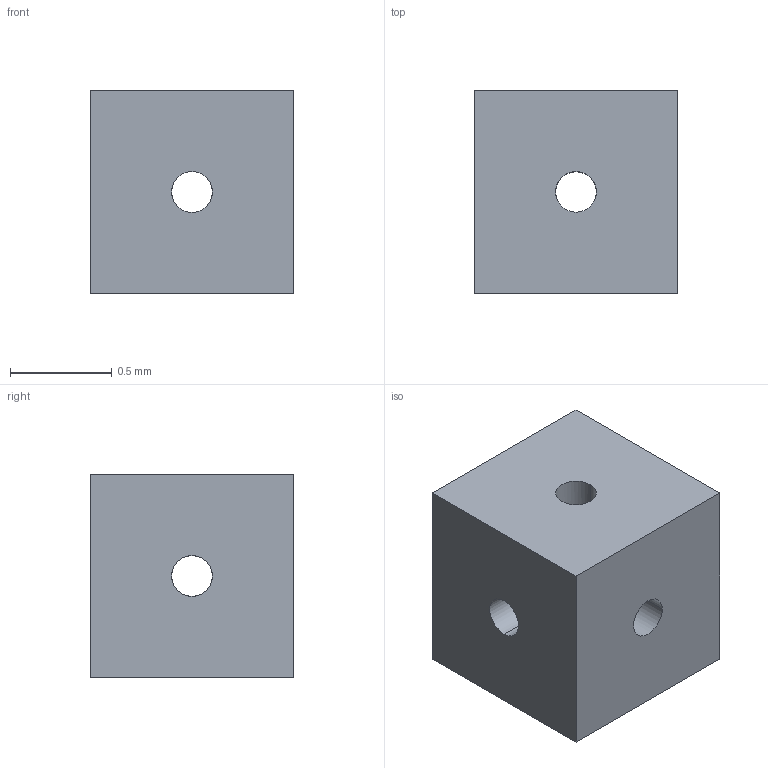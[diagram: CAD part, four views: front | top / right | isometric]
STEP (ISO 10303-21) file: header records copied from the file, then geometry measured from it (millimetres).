
FILE_DESCRIPTION(('STEP AP203'),'1');
FILE_NAME('threeholecube.stp','2011-02-21T15:56:09',(' '),(' '),'Spatial InterOp 3D',' ',' ');
FILE_SCHEMA(('CONFIG_CONTROL_DESIGN'));
Length unit declared in the file: millimetre
Products named in the file (1): 1
Bounding box: 1 x 1 x 1 mm (x, y, z)
Volume: 0.9 mm3; surface area: 7.4 mm2
Topology: 1 solids, 1 shells, 18 faces, 56 edges, 36 vertices
Faces by surface type: cylinder 12, plane 6
Entity records: 704 total; most frequent: DIRECTION 126, ORIENTED_EDGE 112, CARTESIAN_POINT 111, EDGE_CURVE 56, AXIS2_PLACEMENT_3D 51, VERTEX_POINT 36, EDGE_LOOP 24, LINE 24
